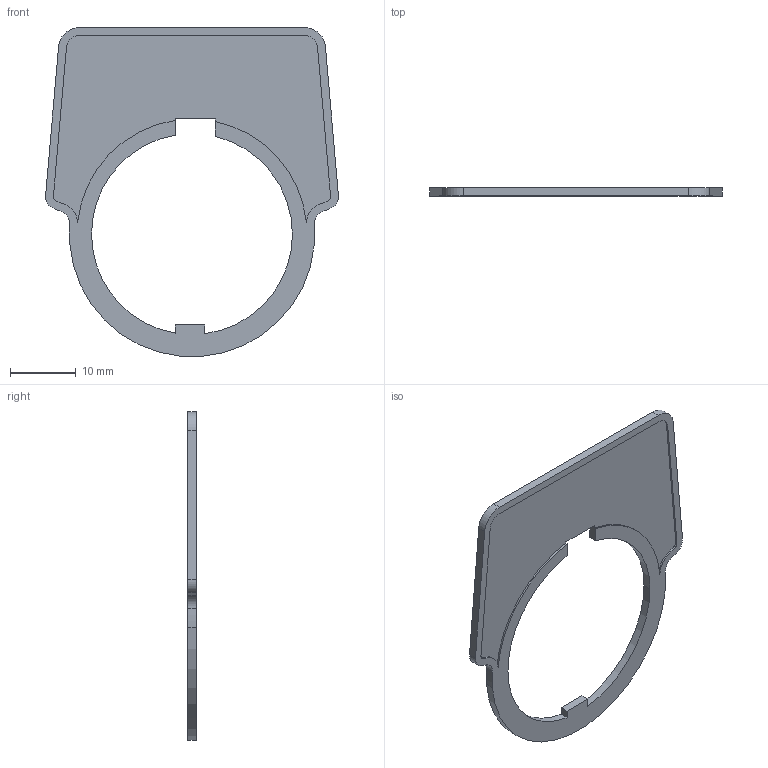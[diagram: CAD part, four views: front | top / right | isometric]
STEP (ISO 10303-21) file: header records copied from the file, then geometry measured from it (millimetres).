
FILE_DESCRIPTION(('starvars output'),'2;1');
FILE_NAME('9001KN300R_3D.stp','18:42:15 2020/03/31',( 'Thomas Industrial Network Germany GmbH'),( 'Thomas Industrial Network Germany GmbH'),'unknown preprocess','ACIS' ,'unknown authorization');
FILE_SCHEMA(('AUTOMOTIVE_DESIGN_CC2 {UNKNOWN IMPLEMENTATION LEVEL}'));
Length unit declared in the file: millimetre
Products named in the file (1): PRODUCT_ID_128
Bounding box: 44.44 x 1.27 x 49.91 mm (x, y, z)
Volume: 1233.8 mm3; surface area: 2597.4 mm2
Topology: 1 solids, 1 shells, 39 faces, 111 edges, 74 vertices
Faces by surface type: cylinder 20, plane 19
Entity records: 1609 total; most frequent: ORIENTED_EDGE 222, CARTESIAN_POINT 209, DIRECTION 199, EDGE_CURVE 111, VERTEX_POINT 74, VECTOR 71, LINE 71, AXIS2_PLACEMENT_3D 64
